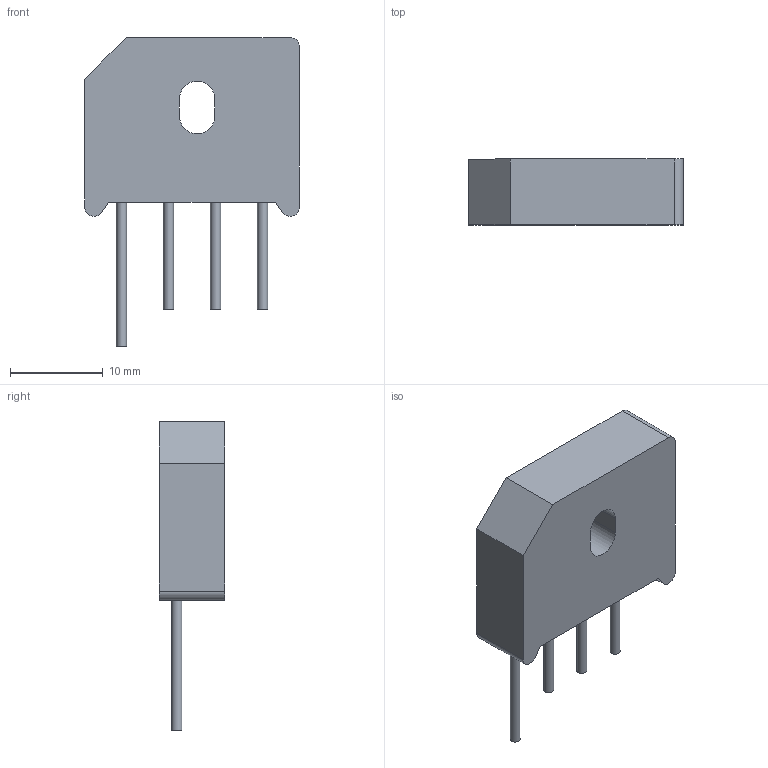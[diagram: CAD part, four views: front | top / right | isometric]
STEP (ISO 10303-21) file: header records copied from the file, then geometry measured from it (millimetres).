
FILE_DESCRIPTION(('FreeCAD Model'),'2;1');
FILE_NAME('Diode_Bridge_Vishay_KBU.step','2018-01-05T14:03:49',('kicad StepUp'),( 'ksu MCAD'),'Open CASCADE STEP processor 6.8','FreeCAD','Unknown');
FILE_SCHEMA(('AUTOMOTIVE_DESIGN_CC2 { 1 2 10303 214 -1 1 5 4 }'));
Length unit declared in the file: millimetre
Products named in the file (1): Diode_Bridge_Vishay_KBU
Bounding box: 23.2 x 7.1 x 33.35 mm (x, y, z)
Volume: 2814.7 mm3; surface area: 1650.1 mm2
Topology: 1 solids, 1 shells, 26 faces, 60 edges, 40 vertices
Faces by surface type: plane 15, cylinder 11
Full cylindrical faces by diameter (mm): 1.1 x4
Entity records: 563 total; most frequent: ORIENTED_EDGE 94, CARTESIAN_POINT 67, EDGE_CURVE 60, AXIS2_PLACEMENT_3D 43, VERTEX_POINT 40, LINE 38, FACE_BOUND 32, EDGE_LOOP 32
